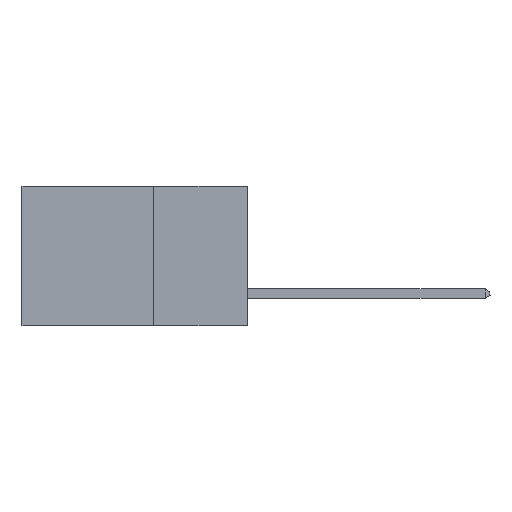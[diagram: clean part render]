
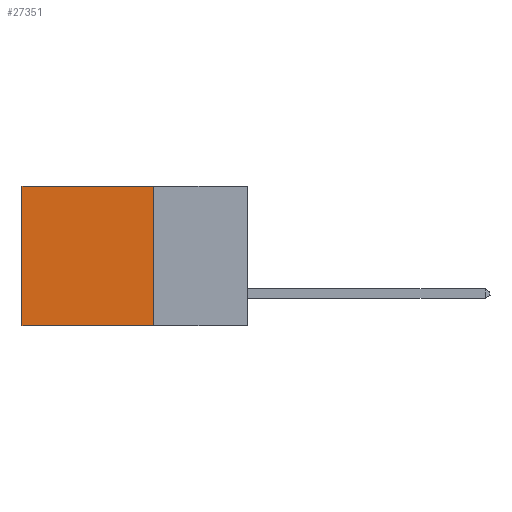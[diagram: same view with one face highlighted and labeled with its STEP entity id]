
A CAD part, left-side view. The second image highlights one B-rep face of the part: STEP entity #27351.
In plain terms, the highlighted planar face has unit normal (-1, 0, 0).
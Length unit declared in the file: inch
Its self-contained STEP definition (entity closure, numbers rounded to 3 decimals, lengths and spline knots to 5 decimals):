
#2196 = VECTOR ( 'NONE', #10822, 39.37008 ) ;
#2685 = EDGE_CURVE ( 'NONE', #6671, #13624, #4433, .T. ) ;
#2914 = LINE ( 'NONE', #4148, #2196 ) ;
#3020 = FACE_OUTER_BOUND ( 'NONE', #11273, .T. ) ;
#4148 = CARTESIAN_POINT ( 'NONE',  ( 0.298, 0.25, 0. ) ) ;
#4433 = LINE ( 'NONE', #15435, #20038 ) ;
#5245 = VECTOR ( 'NONE', #9417, 39.37008 ) ;
#6671 = VERTEX_POINT ( 'NONE', #7563 ) ;
#7563 = CARTESIAN_POINT ( 'NONE',  ( 0.298, 0.25, -0.37 ) ) ;
#7599 = CARTESIAN_POINT ( 'NONE',  ( 0.298, 0.6, 0. ) ) ;
#8079 = DIRECTION ( 'NONE',  ( 1., 0., 0. ) ) ;
#8187 = VERTEX_POINT ( 'NONE', #12836 ) ;
#8361 = DIRECTION ( 'NONE',  ( 0., 1., 0. ) ) ;
#9249 = EDGE_CURVE ( 'NONE', #25723, #6671, #9744, .T. ) ;
#9417 = DIRECTION ( 'NONE',  ( 0., 0., -1. ) ) ;
#9744 = LINE ( 'NONE', #11632, #5245 ) ;
#10822 = DIRECTION ( 'NONE',  ( 0., 1., 0. ) ) ;
#11273 = EDGE_LOOP ( 'NONE', ( #21526, #18024, #22192, #22656 ) ) ;
#11632 = CARTESIAN_POINT ( 'NONE',  ( 0.298, 0.25, 0. ) ) ;
#12836 = CARTESIAN_POINT ( 'NONE',  ( 0.298, 0.6, 0. ) ) ;
#13624 = VERTEX_POINT ( 'NONE', #18473 ) ;
#15435 = CARTESIAN_POINT ( 'NONE',  ( 0.298, 0.25, -0.37 ) ) ;
#18024 = ORIENTED_EDGE ( 'NONE', *, *, #2685, .F. ) ;
#18473 = CARTESIAN_POINT ( 'NONE',  ( 0.298, 0.6, -0.37 ) ) ;
#20038 = VECTOR ( 'NONE', #8361, 39.37008 ) ;
#21305 = EDGE_CURVE ( 'NONE', #25723, #8187, #2914, .T. ) ;
#21362 = CARTESIAN_POINT ( 'NONE',  ( 0.298, 0.25, 0. ) ) ;
#21526 = ORIENTED_EDGE ( 'NONE', *, *, #26801, .T. ) ;
#22192 = ORIENTED_EDGE ( 'NONE', *, *, #9249, .F. ) ;
#22656 = ORIENTED_EDGE ( 'NONE', *, *, #21305, .T. ) ;
#23558 = DIRECTION ( 'NONE',  ( 0., 0., -1. ) ) ;
#25139 = CARTESIAN_POINT ( 'NONE',  ( 0.298, 0.25, 0. ) ) ;
#25442 = DIRECTION ( 'NONE',  ( 0., 0., -1. ) ) ;
#25723 = VERTEX_POINT ( 'NONE', #25139 ) ;
#25988 = AXIS2_PLACEMENT_3D ( 'NONE', #21362, #8079, #23558 ) ;
#26644 = LINE ( 'NONE', #7599, #27698 ) ;
#26801 = EDGE_CURVE ( 'NONE', #8187, #13624, #26644, .T. ) ;
#27351 = ADVANCED_FACE ( 'NONE', ( #3020 ), #28059, .F. ) ;
#27698 = VECTOR ( 'NONE', #25442, 39.37008 ) ;
#28059 = PLANE ( 'NONE',  #25988 ) ;
